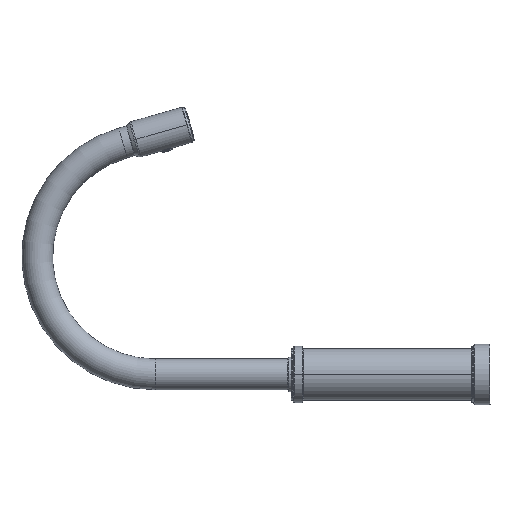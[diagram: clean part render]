
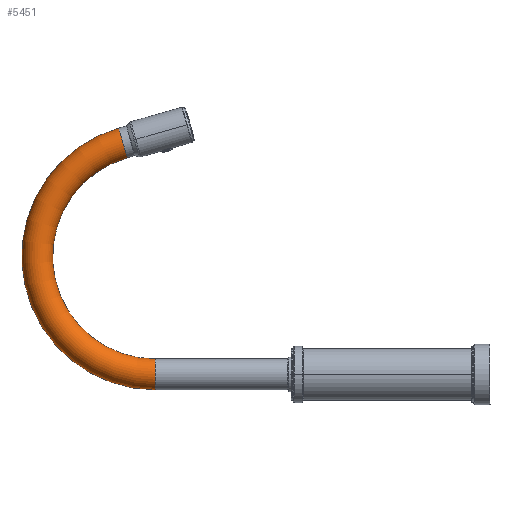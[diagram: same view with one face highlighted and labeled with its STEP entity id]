
A CAD part, left-side view. The second image highlights one B-rep face of the part: STEP entity #5451.
In plain terms, the highlighted toroidal (fillet/blend) face has major radius 110.818 mm and minor radius 14.478 mm.
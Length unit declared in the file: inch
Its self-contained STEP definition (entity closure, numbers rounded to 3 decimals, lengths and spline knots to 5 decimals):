
#196=CARTESIAN_POINT('',(0.,13.57704,8.5596));
#197=DIRECTION('',(0.,-0.962,0.273));
#198=DIRECTION('',(0.,0.273,0.962));
#199=AXIS2_PLACEMENT_3D('',#196,#197,#198);
#226=CARTESIAN_POINT('',(0.,12.38429,0.));
#227=DIRECTION('',(0.,1.,0.));
#228=DIRECTION('',(0.,0.,-1.));
#229=AXIS2_PLACEMENT_3D('',#226,#227,#228);
#231=CARTESIAN_POINT('',(0.,12.38429,4.3629));
#232=DIRECTION('',(1.,0.,0.));
#233=DIRECTION('',(0.,0.,-1.));
#234=AXIS2_PLACEMENT_3D('',#231,#232,#233);
#269=CARTESIAN_POINT('',(0.,12.38429,4.3629));
#270=DIRECTION('',(1.,0.,0.));
#271=DIRECTION('',(0.,0.,-1.));
#272=AXIS2_PLACEMENT_3D('',#269,#270,#271);
#4380=CARTESIAN_POINT('',(0.,12.38429,-0.57));
#4381=CARTESIAN_POINT('',(0.,12.38429,0.57));
#4382=VERTEX_POINT('',#4380);
#4383=VERTEX_POINT('',#4381);
#4384=CARTESIAN_POINT('',(0.,13.73286,9.10788));
#4385=CARTESIAN_POINT('',(0.,13.42121,8.01131));
#4386=VERTEX_POINT('',#4384);
#4387=VERTEX_POINT('',#4385);
#5437=CARTESIAN_POINT('',(0.,12.38429,4.3629));
#5438=DIRECTION('',(1.,0.,0.));
#5439=DIRECTION('',(0.,0.,1.));
#5440=AXIS2_PLACEMENT_3D('',#5437,#5438,#5439);
#5441=TOROIDAL_SURFACE('',#5440,4.3629,0.57);
#5443=ORIENTED_EDGE('',*,*,#5442,.F.);
#5445=ORIENTED_EDGE('',*,*,#5444,.T.);
#5446=ORIENTED_EDGE('',*,*,#5419,.T.);
#5448=ORIENTED_EDGE('',*,*,#5447,.F.);
#5449=EDGE_LOOP('',(#5443,#5445,#5446,#5448));
#5450=FACE_OUTER_BOUND('',#5449,.F.);
#5451=ADVANCED_FACE('',(#5450),#5441,.T.);
#200=CIRCLE('',#199,0.57);
#230=CIRCLE('',#229,0.57);
#235=CIRCLE('',#234,4.9329);
#273=CIRCLE('',#272,3.7929);
#5419=EDGE_CURVE('',#4386,#4387,#200,.T.);
#5442=EDGE_CURVE('',#4382,#4383,#230,.T.);
#5444=EDGE_CURVE('',#4382,#4386,#235,.T.);
#5447=EDGE_CURVE('',#4383,#4387,#273,.T.);
